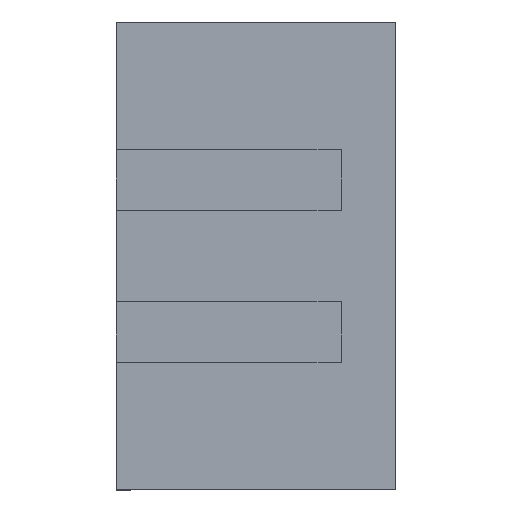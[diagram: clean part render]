
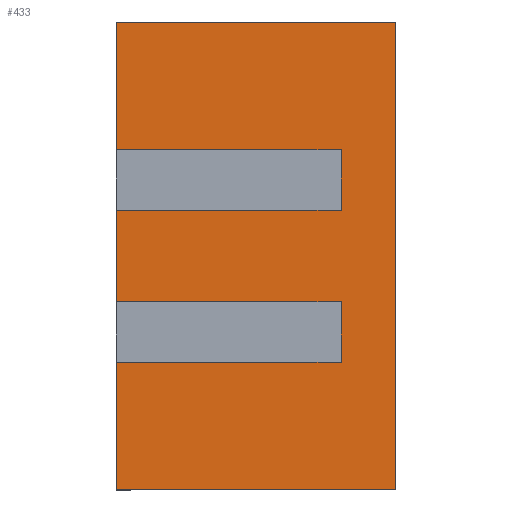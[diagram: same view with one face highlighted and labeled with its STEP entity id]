
A CAD part, left-side view. The second image highlights one B-rep face of the part: STEP entity #433.
In plain terms, the highlighted face is planar.
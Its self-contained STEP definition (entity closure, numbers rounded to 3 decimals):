
#52=FACE_OUTER_BOUND('',#74,.T.);
#74=EDGE_LOOP('',(#374,#375,#376,#377,#378,#379,#380,#381,#382,#383,#384,
#385));
#82=LINE('',#607,#132);
#85=LINE('',#613,#135);
#93=LINE('',#640,#143);
#101=LINE('',#664,#151);
#105=LINE('',#672,#155);
#109=LINE('',#680,#159);
#116=LINE('',#694,#166);
#119=LINE('',#701,#169);
#120=LINE('',#703,#170);
#122=LINE('',#706,#172);
#124=LINE('',#710,#174);
#125=LINE('',#711,#175);
#132=VECTOR('',#485,10.);
#135=VECTOR('',#490,10.);
#143=VECTOR('',#512,10.);
#151=VECTOR('',#532,10.);
#155=VECTOR('',#536,10.);
#159=VECTOR('',#540,10.);
#166=VECTOR('',#557,10.);
#169=VECTOR('',#568,10.);
#170=VECTOR('',#571,10.);
#172=VECTOR('',#575,10.);
#174=VECTOR('',#581,10.);
#175=VECTOR('',#582,10.);
#182=VERTEX_POINT('',#605);
#183=VERTEX_POINT('',#606);
#184=VERTEX_POINT('',#611);
#185=VERTEX_POINT('',#612);
#196=VERTEX_POINT('',#638);
#197=VERTEX_POINT('',#639);
#206=VERTEX_POINT('',#661);
#207=VERTEX_POINT('',#663);
#210=VERTEX_POINT('',#669);
#211=VERTEX_POINT('',#671);
#214=VERTEX_POINT('',#677);
#215=VERTEX_POINT('',#679);
#222=EDGE_CURVE('',#182,#183,#82,.T.);
#225=EDGE_CURVE('',#184,#185,#85,.T.);
#238=EDGE_CURVE('',#196,#197,#93,.T.);
#250=EDGE_CURVE('',#206,#207,#101,.T.);
#254=EDGE_CURVE('',#210,#211,#105,.T.);
#258=EDGE_CURVE('',#214,#215,#109,.T.);
#266=EDGE_CURVE('',#215,#182,#116,.T.);
#269=EDGE_CURVE('',#206,#183,#119,.T.);
#270=EDGE_CURVE('',#196,#207,#120,.T.);
#272=EDGE_CURVE('',#210,#197,#122,.T.);
#274=EDGE_CURVE('',#214,#185,#124,.T.);
#275=EDGE_CURVE('',#184,#211,#125,.T.);
#374=ORIENTED_EDGE('',*,*,#270,.T.);
#375=ORIENTED_EDGE('',*,*,#250,.F.);
#376=ORIENTED_EDGE('',*,*,#269,.T.);
#377=ORIENTED_EDGE('',*,*,#222,.F.);
#378=ORIENTED_EDGE('',*,*,#266,.F.);
#379=ORIENTED_EDGE('',*,*,#258,.F.);
#380=ORIENTED_EDGE('',*,*,#274,.T.);
#381=ORIENTED_EDGE('',*,*,#225,.F.);
#382=ORIENTED_EDGE('',*,*,#275,.T.);
#383=ORIENTED_EDGE('',*,*,#254,.F.);
#384=ORIENTED_EDGE('',*,*,#272,.T.);
#385=ORIENTED_EDGE('',*,*,#238,.F.);
#411=PLANE('',#468);
#433=ADVANCED_FACE('',(#52),#411,.T.);
#468=AXIS2_PLACEMENT_3D('',#709,#579,#580);
#485=DIRECTION('',(-1.,0.,0.));
#490=DIRECTION('',(1.,0.,0.));
#512=DIRECTION('',(1.,0.,0.));
#532=DIRECTION('',(1.,0.,0.));
#536=DIRECTION('',(1.,0.,0.));
#540=DIRECTION('',(1.,0.,0.));
#557=DIRECTION('',(0.,1.,0.));
#568=DIRECTION('',(0.,1.,0.));
#571=DIRECTION('',(0.,-1.,0.));
#575=DIRECTION('',(0.,1.,0.));
#579=DIRECTION('center_axis',(0.,0.,-1.));
#580=DIRECTION('ref_axis',(-1.,0.,0.));
#581=DIRECTION('',(0.,1.,0.));
#582=DIRECTION('',(0.,-1.,0.));
#605=CARTESIAN_POINT('',(3.85,4.6,-1.5));
#606=CARTESIAN_POINT('',(-3.85,4.6,-1.5));
#607=CARTESIAN_POINT('',(-3.85,4.6,-1.5));
#611=CARTESIAN_POINT('',(0.75,3.7,-1.5));
#612=CARTESIAN_POINT('',(1.75,3.7,-1.5));
#613=CARTESIAN_POINT('',(1.925,3.7,-1.5));
#638=CARTESIAN_POINT('',(-1.75,3.7,-1.5));
#639=CARTESIAN_POINT('',(-0.75,3.7,-1.5));
#640=CARTESIAN_POINT('',(1.925,3.7,-1.5));
#661=CARTESIAN_POINT('',(-3.85,0.,-1.5));
#663=CARTESIAN_POINT('',(-1.75,0.,-1.5));
#664=CARTESIAN_POINT('',(-3.85,0.,-1.5));
#669=CARTESIAN_POINT('',(-0.75,0.,-1.5));
#671=CARTESIAN_POINT('',(0.75,0.,-1.5));
#672=CARTESIAN_POINT('',(-3.85,0.,-1.5));
#677=CARTESIAN_POINT('',(1.75,0.,-1.5));
#679=CARTESIAN_POINT('',(3.85,0.,-1.5));
#680=CARTESIAN_POINT('',(-3.85,0.,-1.5));
#694=CARTESIAN_POINT('',(3.85,0.,-1.5));
#701=CARTESIAN_POINT('',(-3.85,0.,-1.5));
#703=CARTESIAN_POINT('',(-1.75,0.,-1.5));
#706=CARTESIAN_POINT('',(-0.75,1.85,-1.5));
#709=CARTESIAN_POINT('Origin',(3.85,0.,-1.5));
#710=CARTESIAN_POINT('',(1.75,1.85,-1.5));
#711=CARTESIAN_POINT('',(0.75,0.,-1.5));
